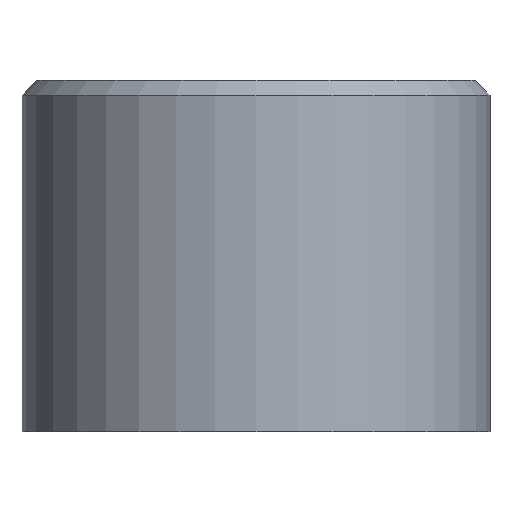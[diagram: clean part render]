
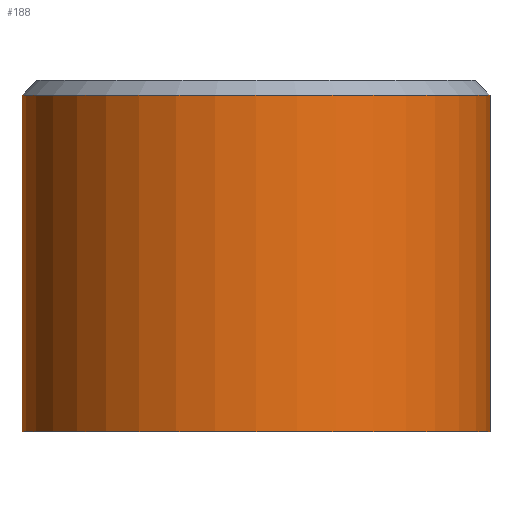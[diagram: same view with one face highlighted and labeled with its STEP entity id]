
A CAD part, front view. The second image highlights one B-rep face of the part: STEP entity #188.
In plain terms, the highlighted cylindrical face has radius 8 mm (diameter 16 mm), a partial arc.
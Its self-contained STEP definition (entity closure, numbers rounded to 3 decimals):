
#87 = CARTESIAN_POINT ( 'NONE',  ( 8., 0., -0.5 ) ) ;
#93 = VERTEX_POINT ( 'NONE', #87 ) ;
#98 = EDGE_CURVE ( 'NONE', #109, #107, #148, .T. ) ;
#107 = VERTEX_POINT ( 'NONE', #313 ) ;
#109 = VERTEX_POINT ( 'NONE', #315 ) ;
#118 = VERTEX_POINT ( 'NONE', #259 ) ;
#122 = EDGE_CURVE ( 'NONE', #107, #93, #246, .T. ) ;
#127 = EDGE_CURVE ( 'NONE', #109, #118, #329, .T. ) ;
#145 = DIRECTION ( 'NONE',  ( 1., 0., 0. ) ) ;
#146 = DIRECTION ( 'NONE',  ( 0., 0., 1. ) ) ;
#147 = CARTESIAN_POINT ( 'NONE',  ( 0., 0., -12. ) ) ;
#148 = CIRCLE ( 'NONE', #168, 8. ) ;
#168 = AXIS2_PLACEMENT_3D ( 'NONE', #147, #146, #145 ) ;
#183 = EDGE_LOOP ( 'NONE', ( #189, #187, #190, #191 ) ) ;
#186 = EDGE_CURVE ( 'NONE', #93, #118, #235, .T. ) ;
#187 = ORIENTED_EDGE ( 'NONE', *, *, #98, .T. ) ;
#188 = ADVANCED_FACE ( 'NONE', ( #285 ), #283, .T. ) ;
#189 = ORIENTED_EDGE ( 'NONE', *, *, #127, .F. ) ;
#190 = ORIENTED_EDGE ( 'NONE', *, *, #122, .T. ) ;
#191 = ORIENTED_EDGE ( 'NONE', *, *, #186, .T. ) ;
#223 = DIRECTION ( 'NONE',  ( 1., 0., 0. ) ) ;
#225 = CARTESIAN_POINT ( 'NONE',  ( 0., 0., -12. ) ) ;
#226 = AXIS2_PLACEMENT_3D ( 'NONE', #225, #295, #223 ) ;
#228 = DIRECTION ( 'NONE',  ( 1., 0., 0. ) ) ;
#229 = DIRECTION ( 'NONE',  ( 0., 0., -1. ) ) ;
#230 = CARTESIAN_POINT ( 'NONE',  ( 0., 0., -0.5 ) ) ;
#231 = AXIS2_PLACEMENT_3D ( 'NONE', #230, #229, #228 ) ;
#235 = CIRCLE ( 'NONE', #231, 8. ) ;
#243 = DIRECTION ( 'NONE',  ( 0., 0., 1. ) ) ;
#244 = VECTOR ( 'NONE', #243, 1000. ) ;
#245 = CARTESIAN_POINT ( 'NONE',  ( 8., 0., -12. ) ) ;
#246 = LINE ( 'NONE', #245, #244 ) ;
#259 = CARTESIAN_POINT ( 'NONE',  ( -8., 0., -0.5 ) ) ;
#283 = CYLINDRICAL_SURFACE ( 'NONE', #226, 8. ) ;
#285 = FACE_OUTER_BOUND ( 'NONE', #183, .T. ) ;
#295 = DIRECTION ( 'NONE',  ( 0., 0., 1. ) ) ;
#313 = CARTESIAN_POINT ( 'NONE',  ( 8., 0., -12. ) ) ;
#315 = CARTESIAN_POINT ( 'NONE',  ( -8., 0., -12. ) ) ;
#326 = DIRECTION ( 'NONE',  ( 0., 0., 1. ) ) ;
#327 = VECTOR ( 'NONE', #326, 1000. ) ;
#328 = CARTESIAN_POINT ( 'NONE',  ( -8., 0., -12. ) ) ;
#329 = LINE ( 'NONE', #328, #327 ) ;
